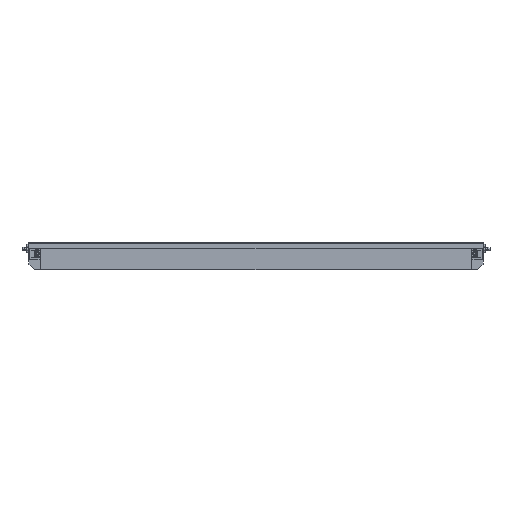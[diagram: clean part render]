
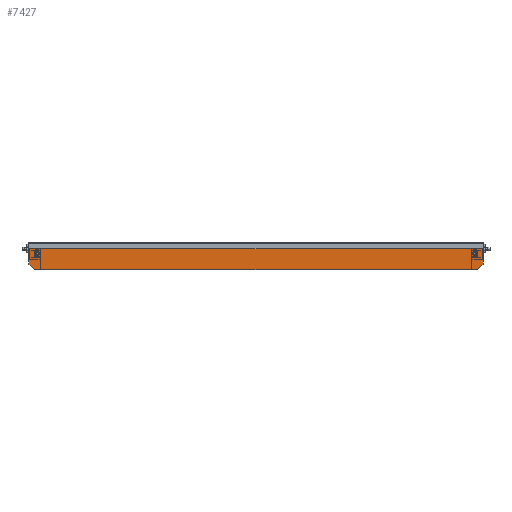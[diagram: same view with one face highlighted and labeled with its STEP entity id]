
A CAD part, front view. The second image highlights one B-rep face of the part: STEP entity #7427.
In plain terms, the highlighted planar face has unit normal (0, -1, 0).
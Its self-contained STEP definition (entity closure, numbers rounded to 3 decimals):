
#7427=ADVANCED_FACE('',(#16644,#16645,#16646),#16647,.T.);
#16644=FACE_BOUND('',#28010,.T.);
#16645=FACE_BOUND('',#28011,.T.);
#16646=FACE_OUTER_BOUND('',#28012,.T.);
#16647=PLANE('',#28013);
#28010=EDGE_LOOP('',(#48305,#48306));
#28011=EDGE_LOOP('',(#48307,#48308));
#28012=EDGE_LOOP('',(#48309,#48310,#48311,#48312,#48313,#48314));
#28013=AXIS2_PLACEMENT_3D('',#48315,#48316,#48317);
#48305=ORIENTED_EDGE('',*,*,#70440,.T.);
#48306=ORIENTED_EDGE('',*,*,#72990,.T.);
#48307=ORIENTED_EDGE('',*,*,#70435,.T.);
#48308=ORIENTED_EDGE('',*,*,#72994,.T.);
#48309=ORIENTED_EDGE('',*,*,#72999,.T.);
#48310=ORIENTED_EDGE('',*,*,#73001,.T.);
#48311=ORIENTED_EDGE('',*,*,#73002,.T.);
#48312=ORIENTED_EDGE('',*,*,#72952,.T.);
#48313=ORIENTED_EDGE('',*,*,#73003,.F.);
#48314=ORIENTED_EDGE('',*,*,#72972,.T.);
#48315=CARTESIAN_POINT('',(12.0,46.0,41.125));
#48316=DIRECTION('',(0.0,-1.0,0.0));
#48317=DIRECTION('',(0.0,0.0,-1.0));
#70435=EDGE_CURVE('',#84997,#84994,#84998,.T.);
#70440=EDGE_CURVE('',#85006,#85003,#85007,.T.);
#72952=EDGE_CURVE('',#88782,#88780,#88783,.T.);
#72972=EDGE_CURVE('',#88813,#88811,#88814,.T.);
#72990=EDGE_CURVE('',#85003,#85006,#88838,.T.);
#72994=EDGE_CURVE('',#84994,#84997,#88842,.T.);
#72999=EDGE_CURVE('',#88811,#88847,#88849,.T.);
#73001=EDGE_CURVE('',#88847,#88851,#88852,.T.);
#73002=EDGE_CURVE('',#88851,#88782,#88853,.T.);
#73003=EDGE_CURVE('',#88813,#88780,#88854,.T.);
#84994=VERTEX_POINT('',#106388);
#84997=VERTEX_POINT('',#106392);
#84998=CIRCLE('',#106393,3.3);
#85003=VERTEX_POINT('',#106399);
#85006=VERTEX_POINT('',#106403);
#85007=CIRCLE('',#106404,3.3);
#88780=VERTEX_POINT('',#112051);
#88782=VERTEX_POINT('',#112053);
#88783=LINE('',#112054,#112055);
#88811=VERTEX_POINT('',#112094);
#88813=VERTEX_POINT('',#112097);
#88814=LINE('',#112098,#112099);
#88838=CIRCLE('',#112128,3.3);
#88842=CIRCLE('',#112132,3.3);
#88847=VERTEX_POINT('',#112138);
#88849=LINE('',#112141,#112142);
#88851=VERTEX_POINT('',#112144);
#88852=LINE('',#112145,#112146);
#88853=LINE('',#112147,#112148);
#88854=LINE('',#112149,#112150);
#106388=CARTESIAN_POINT('',(30.3,46.0,28.5));
#106392=CARTESIAN_POINT('',(23.7,46.0,28.5));
#106393=AXIS2_PLACEMENT_3D('',#132677,#132678,#132679);
#106399=CARTESIAN_POINT('',(793.3,46.0,28.5));
#106403=CARTESIAN_POINT('',(786.7,46.0,28.5));
#106404=AXIS2_PLACEMENT_3D('',#132685,#132686,#132687);
#112051=CARTESIAN_POINT('',(805.0,46.0,45.5));
#112053=CARTESIAN_POINT('',(805.0,46.0,10.));
#112054=CARTESIAN_POINT('',(805.0,46.0,22.75));
#112055=VECTOR('',#134592,1.0);
#112094=CARTESIAN_POINT('',(12.0,46.0,10.0));
#112097=CARTESIAN_POINT('',(12.0,46.0,45.5));
#112098=CARTESIAN_POINT('',(12.0,46.0,22.75));
#112099=VECTOR('',#134617,1.0);
#112128=AXIS2_PLACEMENT_3D('',#134647,#134648,#134649);
#112132=AXIS2_PLACEMENT_3D('',#134653,#134654,#134655);
#112138=CARTESIAN_POINT('',(22.0,46.0,0.0));
#112141=CARTESIAN_POINT('',(6.567,46.0,15.433));
#112142=VECTOR('',#134658,1.0);
#112144=CARTESIAN_POINT('',(795.0,46.0,0.0));
#112145=CARTESIAN_POINT('',(408.5,46.0,0.0));
#112146=VECTOR('',#134659,1.0);
#112147=CARTESIAN_POINT('',(612.183,46.0,-182.817));
#112148=VECTOR('',#134660,1.0);
#112149=CARTESIAN_POINT('',(12.0,46.0,45.5));
#112150=VECTOR('',#134661,1.0);
#132677=CARTESIAN_POINT('',(27.0,46.0,28.5));
#132678=DIRECTION('',(-0.0,1.0,0.0));
#132679=DIRECTION('',(1.0,0.0,0.0));
#132685=CARTESIAN_POINT('',(790.0,46.0,28.5));
#132686=DIRECTION('',(-0.0,1.0,0.0));
#132687=DIRECTION('',(1.0,0.0,0.0));
#134592=DIRECTION('',(0.0,0.0,1.0));
#134617=DIRECTION('',(0.0,0.0,-1.0));
#134647=CARTESIAN_POINT('',(790.0,46.0,28.5));
#134648=DIRECTION('',(-0.0,1.0,0.0));
#134649=DIRECTION('',(1.0,0.0,0.0));
#134653=CARTESIAN_POINT('',(27.0,46.0,28.5));
#134654=DIRECTION('',(-0.0,1.0,0.0));
#134655=DIRECTION('',(1.0,0.0,0.0));
#134658=DIRECTION('',(0.707,0.0,-0.707));
#134659=DIRECTION('',(1.0,0.0,0.0));
#134660=DIRECTION('',(0.707,0.0,0.707));
#134661=DIRECTION('',(1.0,0.0,0.0));
